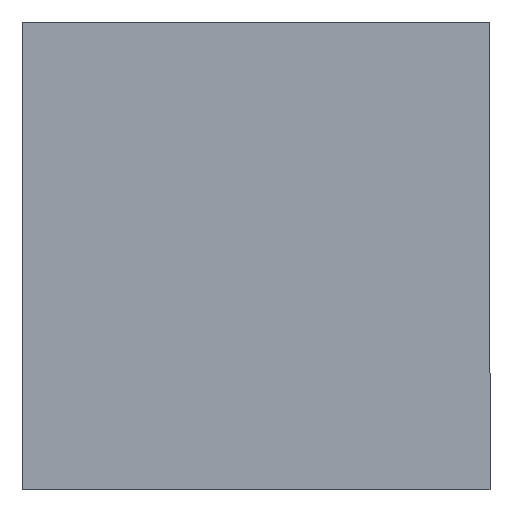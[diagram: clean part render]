
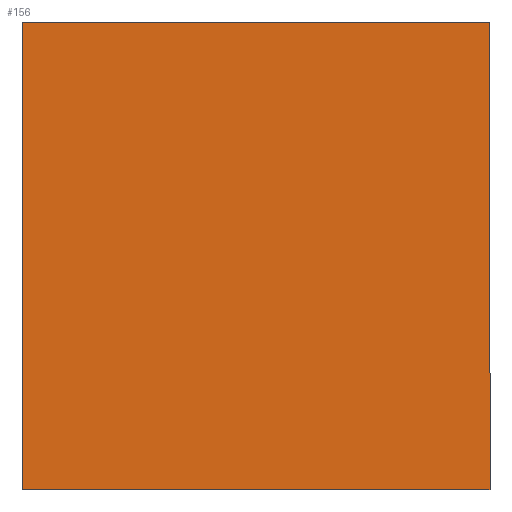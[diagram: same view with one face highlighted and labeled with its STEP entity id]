
A CAD part, top view. The second image highlights one B-rep face of the part: STEP entity #156.
In plain terms, the highlighted planar face has unit normal (0, 0, 1).
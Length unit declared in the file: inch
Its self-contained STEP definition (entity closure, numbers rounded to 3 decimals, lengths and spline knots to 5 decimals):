
#2 = VECTOR ( 'NONE', #195, 39.37008 ) ;
#11 = CARTESIAN_POINT ( 'NONE',  ( -5.90551, -5.90551, 0.005 ) ) ;
#13 = VECTOR ( 'NONE', #28, 39.37008 ) ;
#28 = DIRECTION ( 'NONE',  ( 0., -1., 0. ) ) ;
#33 = VERTEX_POINT ( 'NONE', #134 ) ;
#34 = EDGE_CURVE ( 'NONE', #91, #56, #205, .T. ) ;
#38 = VECTOR ( 'NONE', #139, 39.37008 ) ;
#52 = ORIENTED_EDGE ( 'NONE', *, *, #110, .T. ) ;
#56 = VERTEX_POINT ( 'NONE', #11 ) ;
#78 = DIRECTION ( 'NONE',  ( 0., 0., 1. ) ) ;
#81 = CARTESIAN_POINT ( 'NONE',  ( 0., 0., 0.005 ) ) ;
#83 = LINE ( 'NONE', #117, #38 ) ;
#87 = VERTEX_POINT ( 'NONE', #157 ) ;
#91 = VERTEX_POINT ( 'NONE', #100 ) ;
#100 = CARTESIAN_POINT ( 'NONE',  ( -5.90551, 5.90551, 0.005 ) ) ;
#108 = VECTOR ( 'NONE', #159, 39.37008 ) ;
#110 = EDGE_CURVE ( 'NONE', #33, #87, #207, .T. ) ;
#112 = CARTESIAN_POINT ( 'NONE',  ( -5.90551, 5.90551, 0.005 ) ) ;
#117 = CARTESIAN_POINT ( 'NONE',  ( -5.90551, -5.90551, 0.005 ) ) ;
#130 = EDGE_CURVE ( 'NONE', #87, #91, #190, .T. ) ;
#134 = CARTESIAN_POINT ( 'NONE',  ( 5.90551, -5.90551, 0.005 ) ) ;
#139 = DIRECTION ( 'NONE',  ( 1., 0., 0. ) ) ;
#142 = CARTESIAN_POINT ( 'NONE',  ( 5.90551, 5.90551, 0.005 ) ) ;
#144 = EDGE_CURVE ( 'NONE', #56, #33, #83, .T. ) ;
#150 = ORIENTED_EDGE ( 'NONE', *, *, #34, .T. ) ;
#156 = ADVANCED_FACE ( 'NONE', ( #196 ), #227, .T. ) ;
#157 = CARTESIAN_POINT ( 'NONE',  ( 5.90551, 5.90551, 0.005 ) ) ;
#159 = DIRECTION ( 'NONE',  ( 0., 1., 0. ) ) ;
#173 = CARTESIAN_POINT ( 'NONE',  ( -5.90551, 5.90551, 0.005 ) ) ;
#174 = ORIENTED_EDGE ( 'NONE', *, *, #144, .T. ) ;
#177 = AXIS2_PLACEMENT_3D ( 'NONE', #81, #78, #213 ) ;
#179 = EDGE_LOOP ( 'NONE', ( #52, #239, #150, #174 ) ) ;
#190 = LINE ( 'NONE', #173, #2 ) ;
#195 = DIRECTION ( 'NONE',  ( -1., 0., 0. ) ) ;
#196 = FACE_OUTER_BOUND ( 'NONE', #179, .T. ) ;
#205 = LINE ( 'NONE', #112, #13 ) ;
#207 = LINE ( 'NONE', #142, #108 ) ;
#213 = DIRECTION ( 'NONE',  ( 1., 0., 0. ) ) ;
#227 = PLANE ( 'NONE',  #177 ) ;
#239 = ORIENTED_EDGE ( 'NONE', *, *, #130, .T. ) ;
